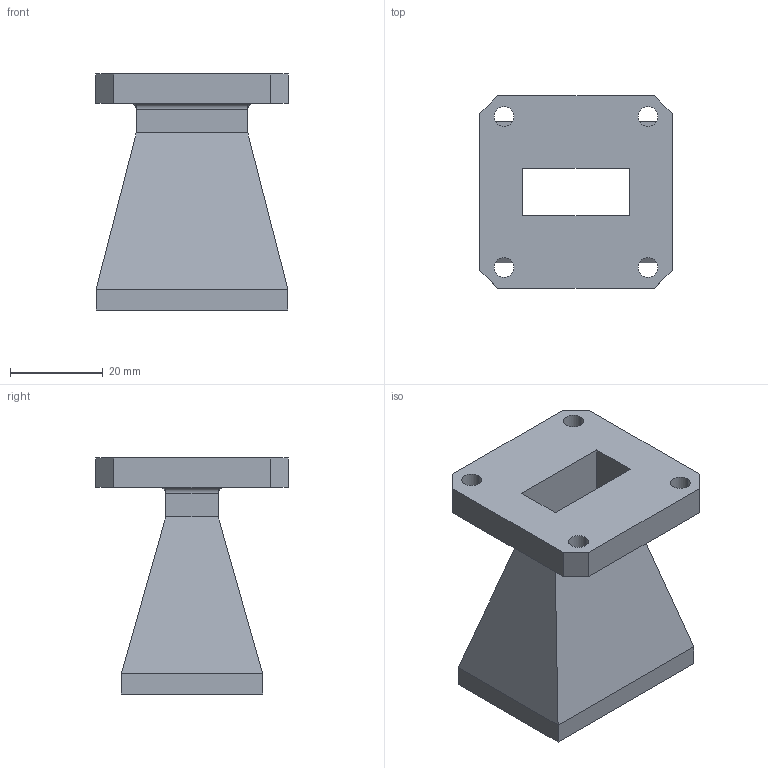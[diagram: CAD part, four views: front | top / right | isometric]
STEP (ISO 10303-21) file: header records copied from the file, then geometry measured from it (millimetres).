
FILE_DESCRIPTION (( 'STEP AP203' ), '1' );
FILE_NAME ('PE9856-10.step', '2019-04-25T23:24:45', ( '' ), ( '' ), 'SwSTEP 2.0', 'SolidWorks 2018', '' );
FILE_SCHEMA (( 'CONFIG_CONTROL_DESIGN' ));
Length unit declared in the file: inch
Products named in the file (1): PE9856-10
Bounding box: 41.4 x 41.4 x 50.8 mm (x, y, z)
Volume: 11635.1 mm3; surface area: 13973 mm2
Topology: 1 solids, 1 shells, 51 faces, 132 edges, 80 vertices
Faces by surface type: plane 35, cylinder 12, torus 4
Entity records: 1605 total; most frequent: CARTESIAN_POINT 272, DIRECTION 256, ORIENTED_EDGE 256, EDGE_CURVE 128, VECTOR 96, LINE 96, AXIS2_PLACEMENT_3D 80, VERTEX_POINT 80
